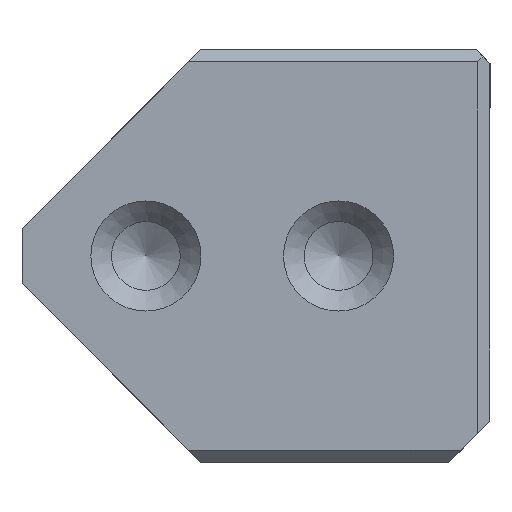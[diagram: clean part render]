
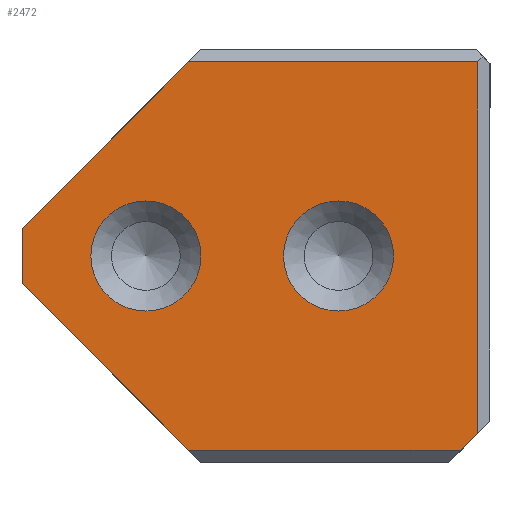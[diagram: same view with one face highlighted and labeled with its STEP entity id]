
A CAD part, left-side view. The second image highlights one B-rep face of the part: STEP entity #2472.
In plain terms, the highlighted planar face has unit normal (-1, 0, 0).
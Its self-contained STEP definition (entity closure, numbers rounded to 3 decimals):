
#2472=ADVANCED_FACE('',(#3416,#3417,#3418),#2864,.T.);
#2864=PLANE('',#8830);
#3107=CIRCLE('',#8828,2.);
#3108=CIRCLE('',#8829,2.);
#3416=FACE_BOUND('',#3669,.T.);
#3417=FACE_BOUND('',#3670,.T.);
#3418=FACE_BOUND('',#3671,.T.);
#3669=EDGE_LOOP('',(#4418));
#3670=EDGE_LOOP('',(#4419));
#3671=EDGE_LOOP('',(#4420,#4421,#4422,#4423,#4424,#4425,#4426));
#4418=ORIENTED_EDGE('',*,*,#6888,.T.);
#4419=ORIENTED_EDGE('',*,*,#6889,.T.);
#4420=ORIENTED_EDGE('',*,*,#6890,.T.);
#4421=ORIENTED_EDGE('',*,*,#6891,.T.);
#4422=ORIENTED_EDGE('',*,*,#6892,.T.);
#4423=ORIENTED_EDGE('',*,*,#6893,.F.);
#4424=ORIENTED_EDGE('',*,*,#6894,.T.);
#4425=ORIENTED_EDGE('',*,*,#6895,.T.);
#4426=ORIENTED_EDGE('',*,*,#6896,.T.);
#6242=VERTEX_POINT('',#11395);
#6243=VERTEX_POINT('',#11397);
#6244=VERTEX_POINT('',#11399);
#6245=VERTEX_POINT('',#11400);
#6246=VERTEX_POINT('',#11402);
#6247=VERTEX_POINT('',#11404);
#6248=VERTEX_POINT('',#11406);
#6249=VERTEX_POINT('',#11408);
#6250=VERTEX_POINT('',#11410);
#6888=EDGE_CURVE('',#6242,#6242,#3107,.T.);
#6889=EDGE_CURVE('',#6243,#6243,#3108,.T.);
#6890=EDGE_CURVE('',#6244,#6245,#7709,.T.);
#6891=EDGE_CURVE('',#6245,#6246,#7710,.T.);
#6892=EDGE_CURVE('',#6246,#6247,#7711,.T.);
#6893=EDGE_CURVE('',#6248,#6247,#7712,.T.);
#6894=EDGE_CURVE('',#6248,#6249,#7713,.T.);
#6895=EDGE_CURVE('',#6249,#6250,#7714,.T.);
#6896=EDGE_CURVE('',#6250,#6244,#7715,.T.);
#7709=LINE('',#11398,#8339);
#7710=LINE('',#11401,#8340);
#7711=LINE('',#11403,#8341);
#7712=LINE('',#11405,#8342);
#7713=LINE('',#11407,#8343);
#7714=LINE('',#11409,#8344);
#7715=LINE('',#11411,#8345);
#8339=VECTOR('',#9414,1.);
#8340=VECTOR('',#9415,1.);
#8341=VECTOR('',#9416,1.);
#8342=VECTOR('',#9417,1.);
#8343=VECTOR('',#9418,1.);
#8344=VECTOR('',#9419,1.);
#8345=VECTOR('',#9420,1.);
#8828=AXIS2_PLACEMENT_3D('',#11394,#9410,#9411);
#8829=AXIS2_PLACEMENT_3D('',#11396,#9412,#9413);
#8830=AXIS2_PLACEMENT_3D('',#11412,#9421,#9422);
#9410=DIRECTION('',(1.,0.,0.));
#9411=DIRECTION('',(0.,0.,-1.));
#9412=DIRECTION('',(1.,0.,0.));
#9413=DIRECTION('',(0.,0.,-1.));
#9414=DIRECTION('',(0.,0.,1.));
#9415=DIRECTION('',(0.,1.,0.));
#9416=DIRECTION('',(0.,0.707,-0.707));
#9417=DIRECTION('',(0.,0.,1.));
#9418=DIRECTION('',(0.,-0.707,-0.707));
#9419=DIRECTION('',(0.,-1.,0.));
#9420=DIRECTION('',(0.,-0.707,0.707));
#9421=DIRECTION('',(-1.,0.,0.));
#9422=DIRECTION('',(0.,0.,-1.));
#11394=CARTESIAN_POINT('',(0.,12.5,7.5));
#11395=CARTESIAN_POINT('',(0.,12.5,5.5));
#11396=CARTESIAN_POINT('',(0.,5.5,7.5));
#11397=CARTESIAN_POINT('',(0.,5.5,5.5));
#11398=CARTESIAN_POINT('',(0.,0.45,0.));
#11399=CARTESIAN_POINT('',(0.,0.45,1.05));
#11400=CARTESIAN_POINT('',(0.,0.45,14.55));
#11401=CARTESIAN_POINT('',(0.,8.5,14.55));
#11402=CARTESIAN_POINT('',(0.,10.95,14.55));
#11403=CARTESIAN_POINT('',(0.,3.858,21.642));
#11404=CARTESIAN_POINT('',(0.,17.,8.5));
#11405=CARTESIAN_POINT('',(0.,17.,0.));
#11406=CARTESIAN_POINT('',(0.,17.,6.5));
#11407=CARTESIAN_POINT('',(0.,18.,7.5));
#11408=CARTESIAN_POINT('',(0.,10.95,0.45));
#11409=CARTESIAN_POINT('',(0.,8.5,0.45));
#11410=CARTESIAN_POINT('',(0.,1.05,0.45));
#11411=CARTESIAN_POINT('',(0.,5.,-3.5));
#11412=CARTESIAN_POINT('',(0.,8.5,0.));
